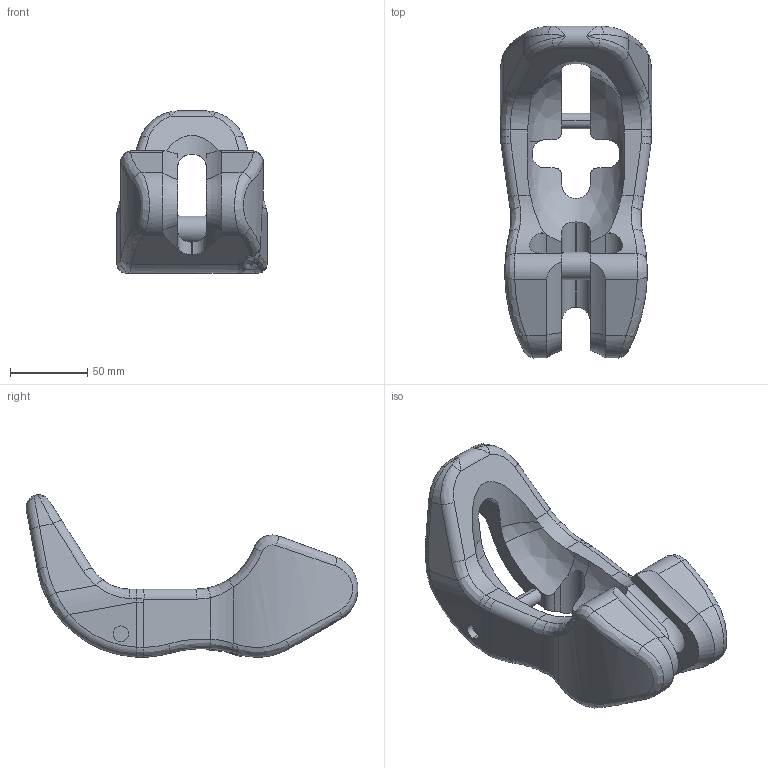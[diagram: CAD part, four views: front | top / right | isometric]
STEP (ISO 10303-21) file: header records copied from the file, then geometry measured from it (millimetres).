
FILE_DESCRIPTION((''),'2;1');
FILE_NAME('001-M34233-P-1','2014-08-15T',('Andreas.Wendler'),(''),'PRO/ENGINEER BY PARAMETRIC TECHNOLOGY CORPORATION, 2010140','PRO/ENGINEER BY PARAMETRIC TECHNOLOGY CORPORATION, 2010140','');
FILE_SCHEMA(('CONFIG_CONTROL_DESIGN'));
Length unit declared in the file: millimetre
Products named in the file (1): 001-M34233-P-1
Bounding box: 97.6 x 214.38 x 105 mm (x, y, z)
Volume: 637501.2 mm3; surface area: 79352.1 mm2
Topology: 1 solids, 1 shells, 380 faces, 1050 edges, 678 vertices
Faces by surface type: plane 220, cylinder 85, bspline 61, torus 14
Entity records: 14650 total; most frequent: CARTESIAN_POINT 5841, ORIENTED_EDGE 2100, DIRECTION 1474, EDGE_CURVE 1050, VERTEX_POINT 678, AXIS2_PLACEMENT_3D 542, B_SPLINE_CURVE_WITH_KNOTS 437, VECTOR 390
